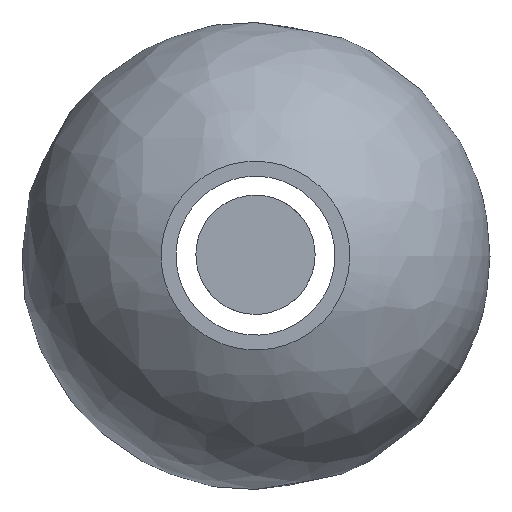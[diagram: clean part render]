
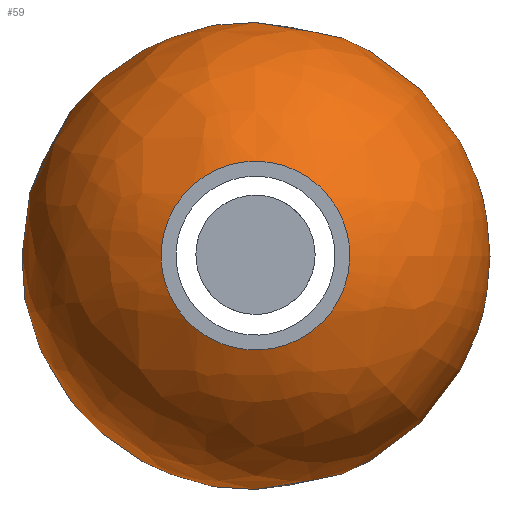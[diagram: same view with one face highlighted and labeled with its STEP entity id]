
A CAD part, top view. The second image highlights one B-rep face of the part: STEP entity #59.
In plain terms, the highlighted free-form (B-spline) face has degree [2, 2] with [9, 5] control points.
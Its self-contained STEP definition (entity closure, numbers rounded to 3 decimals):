
#59=ADVANCED_FACE('',(#72),#185,.T.);
#72=FACE_OUTER_BOUND('',#85,.T.);
#85=EDGE_LOOP('',(#113,#114,#115,#116));
#113=ORIENTED_EDGE('',*,*,#142,.F.);
#114=ORIENTED_EDGE('',*,*,#141,.T.);
#115=ORIENTED_EDGE('',*,*,#142,.T.);
#116=ORIENTED_EDGE('',*,*,#143,.F.);
#141=EDGE_CURVE('',#172,#172,#159,.T.);
#142=EDGE_CURVE('',#172,#173,#160,.T.);
#143=EDGE_CURVE('',#173,#173,#161,.T.);
#159=(
BOUNDED_CURVE()
B_SPLINE_CURVE(2,(#537,#538,#539,#540,#541,#542,#543,#544,#545),
 .UNSPECIFIED.,.T.,.F.)
B_SPLINE_CURVE_WITH_KNOTS((3,2,2,2,3),(0.,353.274,706.549,
1059.823,1413.097),.UNSPECIFIED.)
CURVE()
GEOMETRIC_REPRESENTATION_ITEM()
RATIONAL_B_SPLINE_CURVE((1.,0.707,1.,0.707,1.,0.707,
1.,0.707,1.))
REPRESENTATION_ITEM('')
);
#160=(
BOUNDED_CURVE()
B_SPLINE_CURVE(2,(#546,#547,#548,#549,#550),.UNSPECIFIED.,.F.,.F.)
B_SPLINE_CURVE_WITH_KNOTS((3,2,3),(14.317,252.662,491.006),
 .UNSPECIFIED.)
CURVE()
GEOMETRIC_REPRESENTATION_ITEM()
RATIONAL_B_SPLINE_CURVE((1.,0.863,1.,0.863,1.))
REPRESENTATION_ITEM('')
);
#161=(
BOUNDED_CURVE()
B_SPLINE_CURVE(2,(#551,#552,#553,#554,#555,#556,#557,#558,#559),
 .UNSPECIFIED.,.T.,.F.)
B_SPLINE_CURVE_WITH_KNOTS((3,2,2,2,3),(0.,353.274,706.549,
1059.823,1413.097),.UNSPECIFIED.)
CURVE()
GEOMETRIC_REPRESENTATION_ITEM()
RATIONAL_B_SPLINE_CURVE((1.,0.707,1.,0.707,1.,0.707,
1.,0.707,1.))
REPRESENTATION_ITEM('')
);
#172=VERTEX_POINT('',#511);
#173=VERTEX_POINT('',#512);
#185=(
BOUNDED_SURFACE()
B_SPLINE_SURFACE(2,2,((#383,#384,#385,#386,#387),(#388,#389,#390,#391,#392),
(#393,#394,#395,#396,#397),(#398,#399,#400,#401,#402),(#403,#404,#405,#406,
#407),(#408,#409,#410,#411,#412),(#413,#414,#415,#416,#417),(#418,#419,
#420,#421,#422),(#423,#424,#425,#426,#427)),.UNSPECIFIED.,.T.,.F.,.F.)
B_SPLINE_SURFACE_WITH_KNOTS((3,2,2,2,3),(3,2,3),(0.,353.274,706.549,
1059.823,1413.097),(14.317,252.662,491.006),
 .UNSPECIFIED.)
GEOMETRIC_REPRESENTATION_ITEM()
RATIONAL_B_SPLINE_SURFACE(((1.,0.863,1.,0.863,1.),
(0.707,0.61,0.707,0.61,
0.707),(1.,0.863,1.,0.863,1.),(0.707,
0.61,0.707,0.61,0.707),
(1.,0.863,1.,0.863,1.),(0.707,0.61,
0.707,0.61,0.707),(1.,0.863,
1.,0.863,1.),(0.707,0.61,0.707,
0.61,0.707),(1.,0.863,1.,0.863,
1.)))
REPRESENTATION_ITEM('')
SURFACE()
);
#383=CARTESIAN_POINT('',(90.494,0.,390.5));
#384=CARTESIAN_POINT('',(211.098,0.,337.494));
#385=CARTESIAN_POINT('',(223.852,0.,206.375));
#386=CARTESIAN_POINT('',(236.607,0.,75.255));
#387=CARTESIAN_POINT('',(128.479,0.,0.));
#388=CARTESIAN_POINT('',(90.494,-90.494,390.5));
#389=CARTESIAN_POINT('',(211.098,-211.098,337.494));
#390=CARTESIAN_POINT('',(223.852,-223.852,206.375));
#391=CARTESIAN_POINT('',(236.607,-236.607,75.255));
#392=CARTESIAN_POINT('',(128.479,-128.479,0.));
#393=CARTESIAN_POINT('',(0.,-90.494,390.5));
#394=CARTESIAN_POINT('',(0.,-211.098,337.494));
#395=CARTESIAN_POINT('',(0.,-223.852,206.375));
#396=CARTESIAN_POINT('',(0.,-236.607,75.255));
#397=CARTESIAN_POINT('',(0.,-128.479,0.));
#398=CARTESIAN_POINT('',(-90.494,-90.494,390.5));
#399=CARTESIAN_POINT('',(-211.098,-211.098,337.494));
#400=CARTESIAN_POINT('',(-223.852,-223.852,206.375));
#401=CARTESIAN_POINT('',(-236.607,-236.607,75.255));
#402=CARTESIAN_POINT('',(-128.479,-128.479,0.));
#403=CARTESIAN_POINT('',(-90.494,0.,390.5));
#404=CARTESIAN_POINT('',(-211.098,0.,337.494));
#405=CARTESIAN_POINT('',(-223.852,0.,206.375));
#406=CARTESIAN_POINT('',(-236.607,0.,75.255));
#407=CARTESIAN_POINT('',(-128.479,0.,0.));
#408=CARTESIAN_POINT('',(-90.494,90.494,390.5));
#409=CARTESIAN_POINT('',(-211.098,211.098,337.494));
#410=CARTESIAN_POINT('',(-223.852,223.852,206.375));
#411=CARTESIAN_POINT('',(-236.607,236.607,75.255));
#412=CARTESIAN_POINT('',(-128.479,128.479,0.));
#413=CARTESIAN_POINT('',(0.,90.494,390.5));
#414=CARTESIAN_POINT('',(0.,211.098,337.494));
#415=CARTESIAN_POINT('',(0.,223.852,206.375));
#416=CARTESIAN_POINT('',(0.,236.607,75.255));
#417=CARTESIAN_POINT('',(0.,128.479,0.));
#418=CARTESIAN_POINT('',(90.494,90.494,390.5));
#419=CARTESIAN_POINT('',(211.098,211.098,337.494));
#420=CARTESIAN_POINT('',(223.852,223.852,206.375));
#421=CARTESIAN_POINT('',(236.607,236.607,75.255));
#422=CARTESIAN_POINT('',(128.479,128.479,0.));
#423=CARTESIAN_POINT('',(90.494,0.,390.5));
#424=CARTESIAN_POINT('',(211.098,0.,337.494));
#425=CARTESIAN_POINT('',(223.852,0.,206.375));
#426=CARTESIAN_POINT('',(236.607,0.,75.255));
#427=CARTESIAN_POINT('',(128.479,0.,0.));
#511=CARTESIAN_POINT('',(90.494,0.,390.5));
#512=CARTESIAN_POINT('',(128.479,0.,0.));
#537=CARTESIAN_POINT('',(90.494,0.,390.5));
#538=CARTESIAN_POINT('',(90.494,-90.494,390.5));
#539=CARTESIAN_POINT('',(0.,-90.494,390.5));
#540=CARTESIAN_POINT('',(-90.494,-90.494,390.5));
#541=CARTESIAN_POINT('',(-90.494,0.,390.5));
#542=CARTESIAN_POINT('',(-90.494,90.494,390.5));
#543=CARTESIAN_POINT('',(0.,90.494,390.5));
#544=CARTESIAN_POINT('',(90.494,90.494,390.5));
#545=CARTESIAN_POINT('',(90.494,0.,390.5));
#546=CARTESIAN_POINT('',(90.494,0.,390.5));
#547=CARTESIAN_POINT('',(211.098,0.,337.494));
#548=CARTESIAN_POINT('',(223.852,0.,206.375));
#549=CARTESIAN_POINT('',(236.607,0.,75.255));
#550=CARTESIAN_POINT('',(128.479,0.,0.));
#551=CARTESIAN_POINT('',(128.479,0.,0.));
#552=CARTESIAN_POINT('',(128.479,-128.479,0.));
#553=CARTESIAN_POINT('',(0.,-128.479,0.));
#554=CARTESIAN_POINT('',(-128.479,-128.479,0.));
#555=CARTESIAN_POINT('',(-128.479,0.,0.));
#556=CARTESIAN_POINT('',(-128.479,128.479,0.));
#557=CARTESIAN_POINT('',(0.,128.479,0.));
#558=CARTESIAN_POINT('',(128.479,128.479,0.));
#559=CARTESIAN_POINT('',(128.479,0.,0.));
